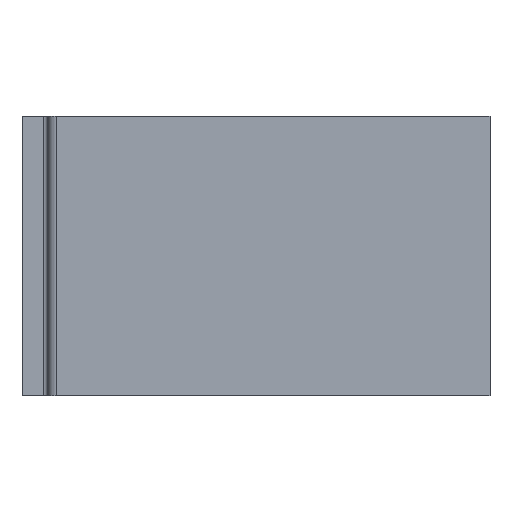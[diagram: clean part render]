
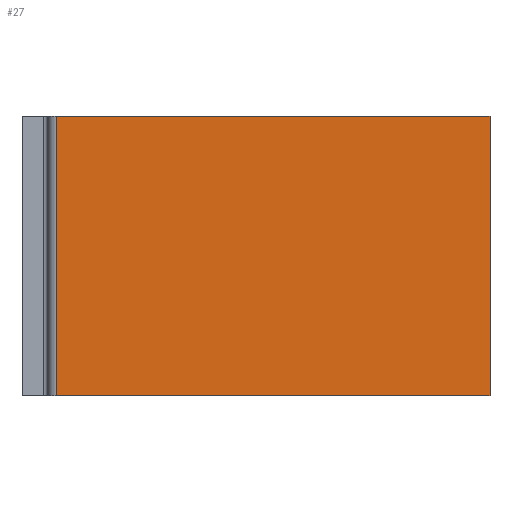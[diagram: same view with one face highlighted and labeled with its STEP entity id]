
A CAD part, front view. The second image highlights one B-rep face of the part: STEP entity #27.
In plain terms, the highlighted planar face has unit normal (0, -1, 0).
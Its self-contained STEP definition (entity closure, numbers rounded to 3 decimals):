
#27 = ADVANCED_FACE ( 'NONE', ( #302 ), #315, .F. ) ;
#32 = EDGE_CURVE ( 'NONE', #205, #207, #331, .T. ) ;
#43 = EDGE_CURVE ( 'NONE', #215, #207, #378, .T. ) ;
#44 = EDGE_CURVE ( 'NONE', #200, #205, #353, .T. ) ;
#49 = EDGE_CURVE ( 'NONE', #200, #215, #350, .T. ) ;
#75 = VECTOR ( 'NONE', #352, 1000. ) ;
#78 = VECTOR ( 'NONE', #376, 1000. ) ;
#79 = VECTOR ( 'NONE', #383, 1000. ) ;
#93 = AXIS2_PLACEMENT_3D ( 'NONE', #338, #334, #307 ) ;
#95 = VECTOR ( 'NONE', #314, 1000. ) ;
#148 = ORIENTED_EDGE ( 'NONE', *, *, #44, .F. ) ;
#153 = ORIENTED_EDGE ( 'NONE', *, *, #32, .F. ) ;
#159 = ORIENTED_EDGE ( 'NONE', *, *, #49, .T. ) ;
#180 = ORIENTED_EDGE ( 'NONE', *, *, #43, .T. ) ;
#200 = VERTEX_POINT ( 'NONE', #413 ) ;
#205 = VERTEX_POINT ( 'NONE', #457 ) ;
#207 = VERTEX_POINT ( 'NONE', #461 ) ;
#215 = VERTEX_POINT ( 'NONE', #456 ) ;
#274 = EDGE_LOOP ( 'NONE', ( #180, #153, #148, #159 ) ) ;
#298 = CARTESIAN_POINT ( 'NONE',  ( 201.1, -30.1, 120. ) ) ;
#302 = FACE_OUTER_BOUND ( 'NONE', #274, .T. ) ;
#307 = DIRECTION ( 'NONE',  ( 0., 0., 1. ) ) ;
#314 = DIRECTION ( 'NONE',  ( 0., 0., -1. ) ) ;
#315 = PLANE ( 'NONE',  #93 ) ;
#331 = LINE ( 'NONE', #298, #95 ) ;
#334 = DIRECTION ( 'NONE',  ( 0., 1., 0. ) ) ;
#338 = CARTESIAN_POINT ( 'NONE',  ( 14.9, -30.1, 120. ) ) ;
#350 = LINE ( 'NONE', #351, #75 ) ;
#351 = CARTESIAN_POINT ( 'NONE',  ( 14.9, -30.1, 120. ) ) ;
#352 = DIRECTION ( 'NONE',  ( 0., 0., -1. ) ) ;
#353 = LINE ( 'NONE', #367, #79 ) ;
#367 = CARTESIAN_POINT ( 'NONE',  ( 14.9, -30.1, 120. ) ) ;
#375 = CARTESIAN_POINT ( 'NONE',  ( 14.9, -30.1, 0. ) ) ;
#376 = DIRECTION ( 'NONE',  ( 1., 0., 0. ) ) ;
#378 = LINE ( 'NONE', #375, #78 ) ;
#383 = DIRECTION ( 'NONE',  ( 1., 0., 0. ) ) ;
#413 = CARTESIAN_POINT ( 'NONE',  ( 14.9, -30.1, 120. ) ) ;
#456 = CARTESIAN_POINT ( 'NONE',  ( 14.9, -30.1, 0. ) ) ;
#457 = CARTESIAN_POINT ( 'NONE',  ( 201.1, -30.1, 120. ) ) ;
#461 = CARTESIAN_POINT ( 'NONE',  ( 201.1, -30.1, 0. ) ) ;
